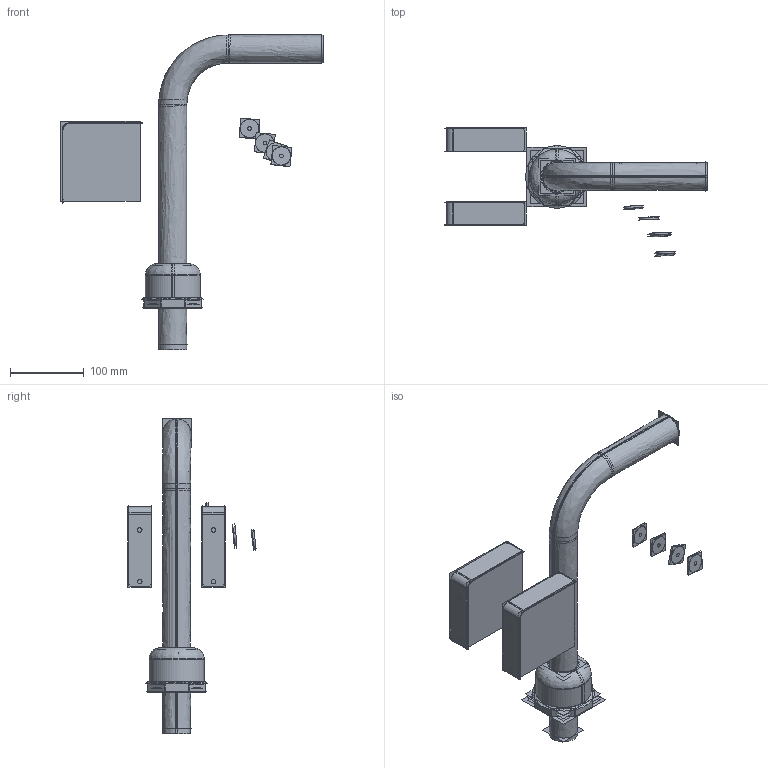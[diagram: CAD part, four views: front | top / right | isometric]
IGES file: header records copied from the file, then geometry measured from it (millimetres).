
Start section:  PTC IGES file: t31-chr-sl6501-16_asm.igs
Global section: file name: t31-chr-sl6501-16_asm.igs; native system: Pro/ENGINEER by Parametric Technology Corporation; preprocessor: 2010280; author: Administrator; organization: Unknown; date: 20200102.102557; units: millimetre
Bounding box: 356.1 x 173.82 x 427.28 mm (x, y, z)
Volume: 150588.8 mm3; surface area: 1012159.9 mm2
Topology: 9 solids, 9 shells, 372 faces, 1818 edges, 2270 vertices
Faces by surface type: bspline 212, revolution 160
